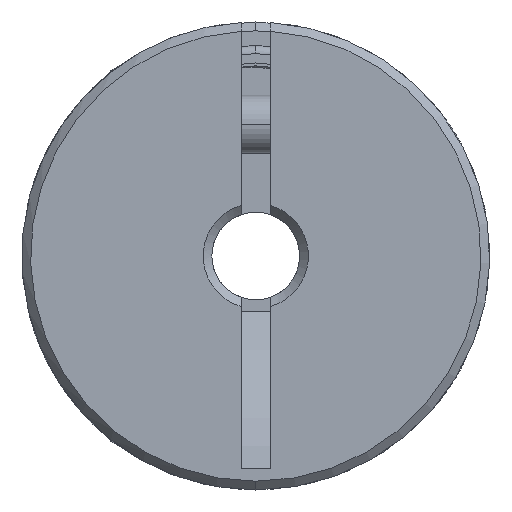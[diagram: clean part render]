
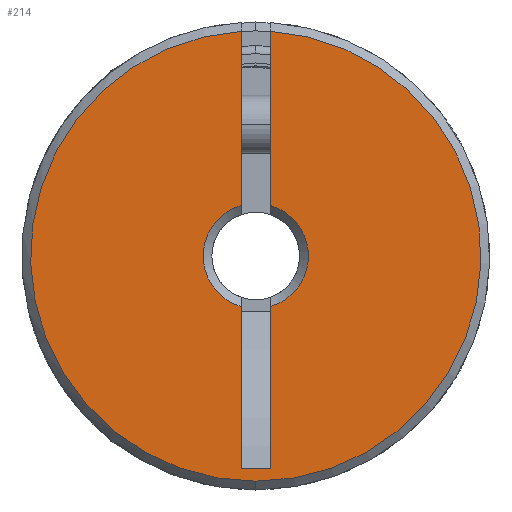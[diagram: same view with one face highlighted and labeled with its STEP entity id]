
A CAD part, left-side view. The second image highlights one B-rep face of the part: STEP entity #214.
In plain terms, the highlighted planar face has unit normal (-1, 0, 0).
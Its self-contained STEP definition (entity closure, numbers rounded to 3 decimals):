
#214=ADVANCED_FACE('',(#597),#598,.T.);
#597=FACE_OUTER_BOUND('',#1039,.T.);
#598=PLANE('',#1040);
#1039=EDGE_LOOP('',(#2446,#2447,#2448,#2449,#2450,#2451,#2452,#2453,#2454));
#1040=AXIS2_PLACEMENT_3D('',#2455,#2456,#2457);
#2446=ORIENTED_EDGE('',*,*,#3222,.T.);
#2447=ORIENTED_EDGE('',*,*,#3236,.F.);
#2448=ORIENTED_EDGE('',*,*,#3234,.T.);
#2449=ORIENTED_EDGE('',*,*,#3155,.F.);
#2450=ORIENTED_EDGE('',*,*,#2932,.F.);
#2451=ORIENTED_EDGE('',*,*,#3232,.T.);
#2452=ORIENTED_EDGE('',*,*,#3228,.F.);
#2453=ORIENTED_EDGE('',*,*,#3215,.T.);
#2454=ORIENTED_EDGE('',*,*,#3220,.T.);
#2455=CARTESIAN_POINT('',(-1.438,2.55,0.0));
#2456=DIRECTION('',(-1.0,0.0,0.0));
#2457=DIRECTION('',(0.0,0.0,1.0));
#2932=EDGE_CURVE('',#3576,#3574,#3578,.T.);
#3155=EDGE_CURVE('',#3574,#3945,#3946,.T.);
#3215=EDGE_CURVE('',#4030,#4028,#4031,.T.);
#3220=EDGE_CURVE('',#4028,#4037,#4039,.T.);
#3222=EDGE_CURVE('',#4037,#4040,#4042,.T.);
#3228=EDGE_CURVE('',#4030,#4050,#4051,.T.);
#3232=EDGE_CURVE('',#3576,#4050,#4055,.T.);
#3234=EDGE_CURVE('',#4057,#3945,#4058,.T.);
#3236=EDGE_CURVE('',#4057,#4040,#4060,.T.);
#3574=VERTEX_POINT('',#4599);
#3576=VERTEX_POINT('',#4602);
#3578=CIRCLE('',#4605,7.7);
#3945=VERTEX_POINT('',#5175);
#3946=CIRCLE('',#5176,7.7);
#4028=VERTEX_POINT('',#5352);
#4030=VERTEX_POINT('',#5354);
#4031=LINE('',#5355,#5356);
#4037=VERTEX_POINT('',#5367);
#4039=LINE('',#5369,#5370);
#4040=VERTEX_POINT('',#5371);
#4042=LINE('',#5376,#5377);
#4050=VERTEX_POINT('',#5388);
#4051=CIRCLE('',#5389,1.8);
#4055=LINE('',#5398,#5399);
#4057=VERTEX_POINT('',#5402);
#4058=LINE('',#5403,#5404);
#4060=CIRCLE('',#5409,1.8);
#4599=CARTESIAN_POINT('',(-1.438,2.55,-7.7));
#4602=CARTESIAN_POINT('',(-1.438,2.05,7.684));
#4605=AXIS2_PLACEMENT_3D('',#5899,#5900,#5901);
#5175=CARTESIAN_POINT('',(-1.438,3.05,7.684));
#5176=AXIS2_PLACEMENT_3D('',#6450,#6451,#6452);
#5352=CARTESIAN_POINT('',(-1.438,2.05,-7.273));
#5354=CARTESIAN_POINT('',(-1.438,2.05,-1.729));
#5355=CARTESIAN_POINT('',(-1.438,2.05,-1.729));
#5356=VECTOR('',#6544,5.544);
#5367=CARTESIAN_POINT('',(-1.438,3.05,-7.273));
#5369=CARTESIAN_POINT('',(-1.438,2.05,-7.273));
#5370=VECTOR('',#6550,1.0);
#5371=CARTESIAN_POINT('',(-1.438,3.05,-1.729));
#5376=CARTESIAN_POINT('',(-1.438,3.05,-7.273));
#5377=VECTOR('',#6551,5.544);
#5388=CARTESIAN_POINT('',(-1.438,2.05,1.729));
#5389=AXIS2_PLACEMENT_3D('',#6561,#6562,#6563);
#5398=CARTESIAN_POINT('',(-1.438,2.05,7.684));
#5399=VECTOR('',#6566,5.955);
#5402=CARTESIAN_POINT('',(-1.438,3.05,1.729));
#5403=CARTESIAN_POINT('',(-1.438,3.05,1.729));
#5404=VECTOR('',#6568,5.955);
#5409=AXIS2_PLACEMENT_3D('',#6569,#6570,#6571);
#5899=CARTESIAN_POINT('',(-1.438,2.55,0.0));
#5900=DIRECTION('',(1.0,0.0,-0.0));
#5901=DIRECTION('',(0.0,0.0,1.0));
#6450=CARTESIAN_POINT('',(-1.438,2.55,0.0));
#6451=DIRECTION('',(1.0,0.0,-0.0));
#6452=DIRECTION('',(0.0,0.0,1.0));
#6544=DIRECTION('',(0.0,0.0,-1.0));
#6550=DIRECTION('',(0.0,1.0,0.0));
#6551=DIRECTION('',(0.0,0.0,1.0));
#6561=CARTESIAN_POINT('',(-1.438,2.55,0.0));
#6562=DIRECTION('',(-1.0,0.0,0.0));
#6563=DIRECTION('',(0.0,0.0,-1.0));
#6566=DIRECTION('',(0.0,0.0,-1.0));
#6568=DIRECTION('',(0.0,0.0,1.0));
#6569=CARTESIAN_POINT('',(-1.438,2.55,0.0));
#6570=DIRECTION('',(-1.0,0.0,0.0));
#6571=DIRECTION('',(0.0,0.0,-1.0));
